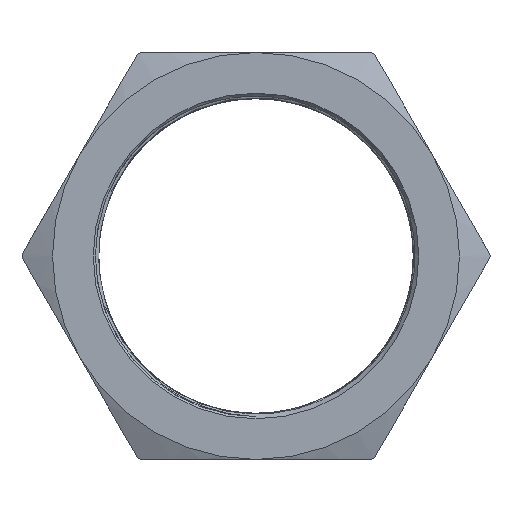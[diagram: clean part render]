
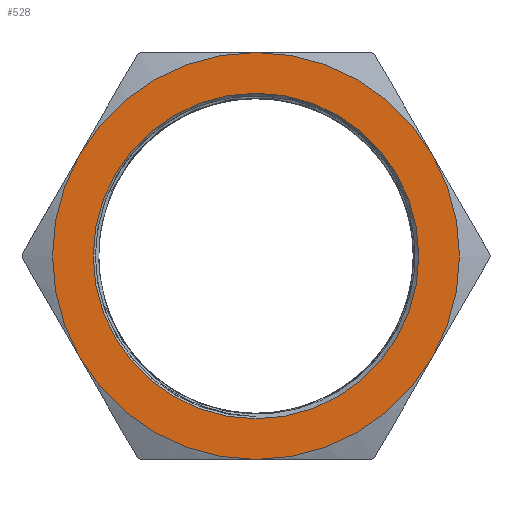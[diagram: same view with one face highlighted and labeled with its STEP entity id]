
A CAD part, left-side view. The second image highlights one B-rep face of the part: STEP entity #528.
In plain terms, the highlighted planar face has unit normal (-1, 0, 0).
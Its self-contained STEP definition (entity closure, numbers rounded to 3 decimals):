
#70=PLANE('',#594);
#91=FACE_BOUND('',#160,.T.);
#122=FACE_OUTER_BOUND('',#159,.T.);
#159=EDGE_LOOP('',(#469,#470,#471,#472,#473,#474));
#160=EDGE_LOOP('',(#475));
#169=CIRCLE('',#544,38.);
#177=CIRCLE('',#564,47.5);
#179=CIRCLE('',#567,47.5);
#182=CIRCLE('',#571,47.5);
#183=CIRCLE('',#573,47.5);
#186=CIRCLE('',#577,47.5);
#194=CIRCLE('',#592,47.5);
#217=VERTEX_POINT('',#808);
#233=VERTEX_POINT('',#6026);
#238=VERTEX_POINT('',#6041);
#243=VERTEX_POINT('',#6056);
#250=VERTEX_POINT('',#6075);
#253=VERTEX_POINT('',#6086);
#258=VERTEX_POINT('',#6101);
#267=EDGE_CURVE('',#217,#217,#169,.T.);
#319=EDGE_CURVE('',#250,#258,#177,.T.);
#321=EDGE_CURVE('',#243,#250,#179,.T.);
#324=EDGE_CURVE('',#258,#238,#182,.T.);
#325=EDGE_CURVE('',#238,#253,#183,.T.);
#328=EDGE_CURVE('',#253,#233,#186,.T.);
#336=EDGE_CURVE('',#233,#243,#194,.T.);
#469=ORIENTED_EDGE('',*,*,#336,.F.);
#470=ORIENTED_EDGE('',*,*,#328,.F.);
#471=ORIENTED_EDGE('',*,*,#325,.F.);
#472=ORIENTED_EDGE('',*,*,#324,.F.);
#473=ORIENTED_EDGE('',*,*,#319,.F.);
#474=ORIENTED_EDGE('',*,*,#321,.F.);
#475=ORIENTED_EDGE('',*,*,#267,.T.);
#528=ADVANCED_FACE('',(#122,#91),#70,.T.);
#544=AXIS2_PLACEMENT_3D('',#809,#608,#609);
#564=AXIS2_PLACEMENT_3D('',#6115,#666,#667);
#567=AXIS2_PLACEMENT_3D('',#6118,#672,#673);
#571=AXIS2_PLACEMENT_3D('',#6122,#680,#681);
#573=AXIS2_PLACEMENT_3D('',#6124,#684,#685);
#577=AXIS2_PLACEMENT_3D('',#6128,#692,#693);
#592=AXIS2_PLACEMENT_3D('',#6144,#722,#723);
#594=AXIS2_PLACEMENT_3D('',#6146,#726,#727);
#608=DIRECTION('center_axis',(1.,0.,0.));
#609=DIRECTION('ref_axis',(0.,1.,0.));
#666=DIRECTION('center_axis',(1.,0.,0.));
#667=DIRECTION('ref_axis',(0.,-1.,0.));
#672=DIRECTION('center_axis',(1.,0.,0.));
#673=DIRECTION('ref_axis',(0.,-1.,0.));
#680=DIRECTION('center_axis',(1.,0.,0.));
#681=DIRECTION('ref_axis',(0.,-1.,0.));
#684=DIRECTION('center_axis',(1.,0.,0.));
#685=DIRECTION('ref_axis',(0.,-1.,0.));
#692=DIRECTION('center_axis',(1.,0.,0.));
#693=DIRECTION('ref_axis',(0.,-1.,0.));
#722=DIRECTION('center_axis',(1.,0.,0.));
#723=DIRECTION('ref_axis',(0.,-1.,0.));
#726=DIRECTION('center_axis',(-1.,0.,0.));
#727=DIRECTION('ref_axis',(0.,0.,1.));
#808=CARTESIAN_POINT('',(-29.,38.,0.));
#809=CARTESIAN_POINT('Origin',(-29.,0.,0.));
#6026=CARTESIAN_POINT('',(-29.,41.136,-23.75));
#6041=CARTESIAN_POINT('',(-29.,-41.136,-23.75));
#6056=CARTESIAN_POINT('',(-29.,41.136,23.75));
#6075=CARTESIAN_POINT('',(-29.,0.,47.5));
#6086=CARTESIAN_POINT('',(-29.,0.,-47.5));
#6101=CARTESIAN_POINT('',(-29.,-41.136,23.75));
#6115=CARTESIAN_POINT('Origin',(-29.,0.,0.));
#6118=CARTESIAN_POINT('Origin',(-29.,0.,0.));
#6122=CARTESIAN_POINT('Origin',(-29.,0.,0.));
#6124=CARTESIAN_POINT('Origin',(-29.,0.,0.));
#6128=CARTESIAN_POINT('Origin',(-29.,0.,0.));
#6144=CARTESIAN_POINT('Origin',(-29.,0.,0.));
#6146=CARTESIAN_POINT('Origin',(-29.,54.625,0.));
